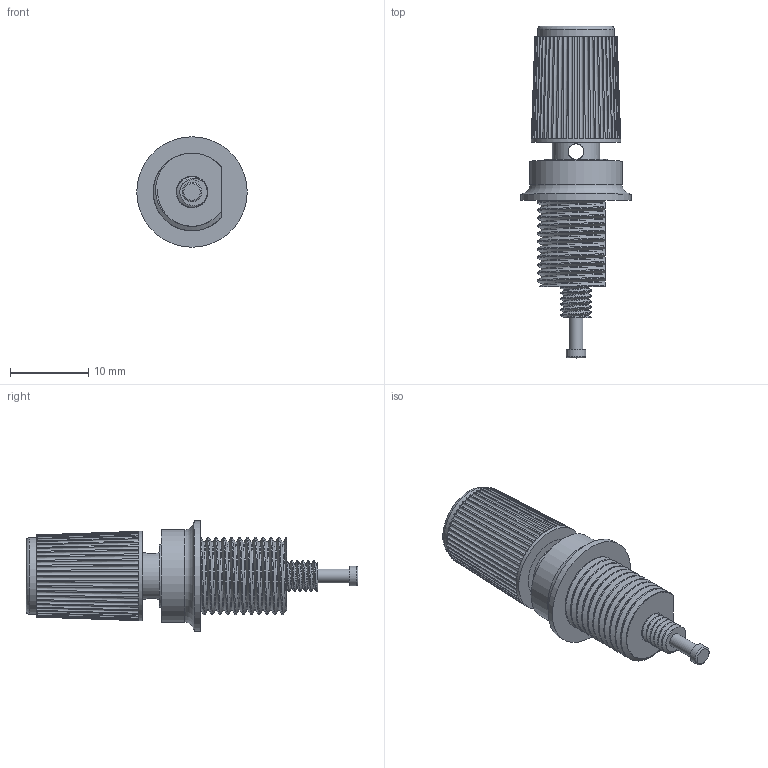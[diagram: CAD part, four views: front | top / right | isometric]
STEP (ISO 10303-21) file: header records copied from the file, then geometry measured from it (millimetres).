
FILE_DESCRIPTION(/* description */ (''),/* implementation_level */ '2;1');
FILE_NAME(/* name */ 'BS-244MN-R.step',/* time_stamp */ '2020-12-19T12:54:41+02:00',/* author */ (''),/* organization */ (''),/* preprocessor_version */ 'ST-DEVELOPER v18.1',/* originating_system */ 'Autodesk Translation Framework v9.7.1.1290',/* authorisation */ '');
FILE_SCHEMA (('AUTOMOTIVE_DESIGN { 1 0 10303 214 3 1 1 }'));
Length unit declared in the file: millimetre
Products named in the file (6): BS-244MN; Corp plastic; Con randalinat; Capac roșu; Inel metalic filetat fixare cap; Piesă de prindere cablu
Assembly tree (5 placements, depth 3):
  BS-244MN
    Corp plastic
    Con randalinat
      Capac roșu
      Inel metalic filetat fixare cap
    Piesă de prindere cablu
Bounding box: 14.08 x 42.3 x 14.08 mm (x, y, z)
Volume: 2420.6 mm3; surface area: 3883.9 mm2
Topology: 5 solids, 5 shells, 246 faces, 683 edges, 455 vertices
Faces by surface type: cylinder 134, plane 75, bspline 31, torus 4, cone 2
Full cylindrical faces by diameter (mm): 1.77 x1, 2 x2, 2.5 x1, 3.111 x1, 3.332 x1, 3.908 x3, 4 x2, 4.744 x3, 5 x1, 5.035 x2, 5.884 x3, 6 x3, 6.147 x1, 7 x2, 8 x4, 9.79 x2, 11.8 x1, 14.08 x1
Entity records: 13282 total; most frequent: CARTESIAN_POINT 7163, ORIENTED_EDGE 1364, DIRECTION 1105, EDGE_CURVE 682, AXIS2_PLACEMENT_3D 499, VERTEX_POINT 455, B_SPLINE_CURVE_WITH_KNOTS 303, EDGE_LOOP 267
